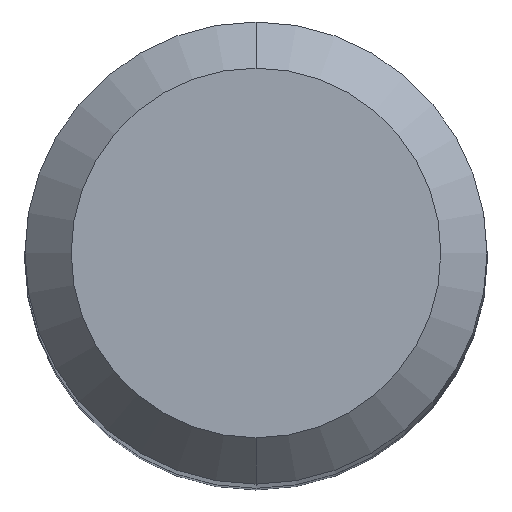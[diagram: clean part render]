
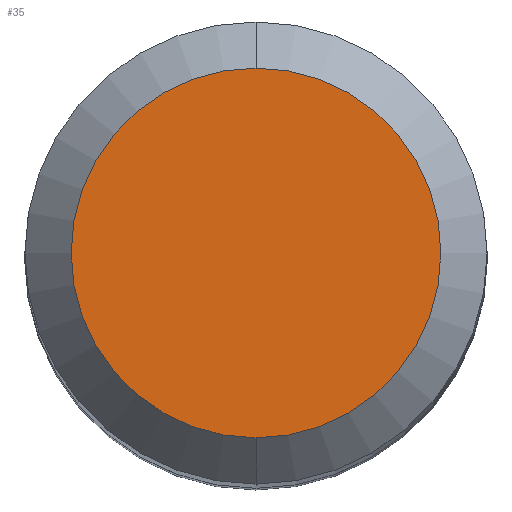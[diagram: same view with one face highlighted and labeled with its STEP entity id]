
A CAD part, top view. The second image highlights one B-rep face of the part: STEP entity #35.
In plain terms, the highlighted planar face has unit normal (0, 0, 1).
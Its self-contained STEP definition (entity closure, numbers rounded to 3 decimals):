
#1 = AXIS2_PLACEMENT_3D ( 'NONE', #315, #398, #17 ) ;
#13 = VERTEX_POINT ( 'NONE', #271 ) ;
#17 = DIRECTION ( 'NONE',  ( 0., 1., 0. ) ) ;
#35 = ADVANCED_FACE ( 'NONE', ( #159 ), #162, .F. ) ;
#65 = DIRECTION ( 'NONE',  ( 0., 1., 0. ) ) ;
#152 = CARTESIAN_POINT ( 'NONE',  ( 0., 0., 57.5 ) ) ;
#159 = FACE_OUTER_BOUND ( 'NONE', #251, .T. ) ;
#162 = PLANE ( 'NONE',  #1 ) ;
#174 = VERTEX_POINT ( 'NONE', #423 ) ;
#178 = CIRCLE ( 'NONE', #380, 4.8 ) ;
#180 = EDGE_CURVE ( 'NONE', #174, #13, #178, .T. ) ;
#223 = DIRECTION ( 'NONE',  ( 0., 1., 0. ) ) ;
#226 = DIRECTION ( 'NONE',  ( 0., 0., -1. ) ) ;
#251 = EDGE_LOOP ( 'NONE', ( #295, #357 ) ) ;
#271 = CARTESIAN_POINT ( 'NONE',  ( 0., -4.8, 57.5 ) ) ;
#295 = ORIENTED_EDGE ( 'NONE', *, *, #180, .F. ) ;
#312 = EDGE_CURVE ( 'NONE', #13, #174, #371, .T. ) ;
#315 = CARTESIAN_POINT ( 'NONE',  ( 0., 0., 57.5 ) ) ;
#320 = DIRECTION ( 'NONE',  ( 0., 0., -1. ) ) ;
#357 = ORIENTED_EDGE ( 'NONE', *, *, #312, .F. ) ;
#371 = CIRCLE ( 'NONE', #379, 4.8 ) ;
#379 = AXIS2_PLACEMENT_3D ( 'NONE', #437, #320, #65 ) ;
#380 = AXIS2_PLACEMENT_3D ( 'NONE', #152, #226, #223 ) ;
#398 = DIRECTION ( 'NONE',  ( 0., 0., -1. ) ) ;
#423 = CARTESIAN_POINT ( 'NONE',  ( 0., 4.8, 57.5 ) ) ;
#437 = CARTESIAN_POINT ( 'NONE',  ( 0., 0., 57.5 ) ) ;
